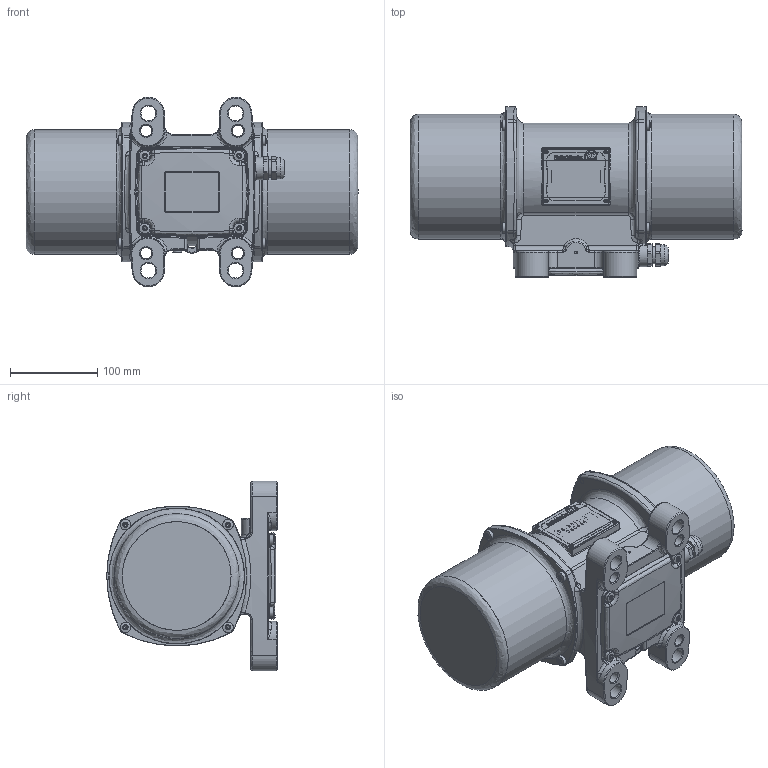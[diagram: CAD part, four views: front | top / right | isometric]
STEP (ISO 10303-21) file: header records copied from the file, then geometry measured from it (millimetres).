
FILE_DESCRIPTION (( 'STEP AP214' ), '1' );
FILE_NAME ('NEG 25540-50-60Hz.STEP', '2017-05-12T07:45:53', ( '' ), ( '' ), 'SwSTEP 2.0', 'SolidWorks 2015', '' );
FILE_SCHEMA (( 'AUTOMOTIVE_DESIGN' ));
Length unit declared in the file: millimetre
Products named in the file (1): NEG 25540-50-60Hz
Bounding box: 380 x 195 x 216.99 mm (x, y, z)
Volume: 1514936.9 mm3; surface area: 631111.9 mm2
Topology: 23 solids, 23 shells, 2530 faces, 6835 edges, 4519 vertices
Faces by surface type: bspline 1003, plane 749, cylinder 653, cone 125
Full cylindrical faces by diameter (mm): 3.4 x4, 5 x3, 6 x12, 6.5 x4, 7 x8, 10 x3, 12 x14, 13 x4, 14 x1, 14.5 x1, 17 x4, 18.5 x1, 20 x2, 24 x1, 122 x2, 140.4 x2, 142.8 x2
Entity records: 135196 total; most frequent: CARTESIAN_POINT 78428, ORIENTED_EDGE 13100, DIRECTION 9066, EDGE_CURVE 6550, VERTEX_POINT 4462, AXIS2_PLACEMENT_3D 3277, EDGE_LOOP 3008, FACE_OUTER_BOUND 2648
